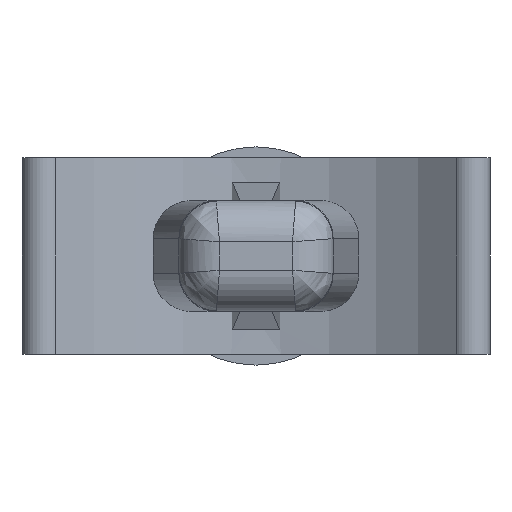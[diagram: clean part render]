
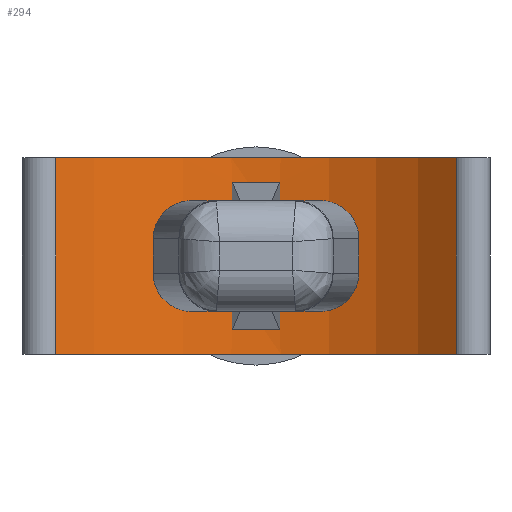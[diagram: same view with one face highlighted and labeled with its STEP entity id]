
A CAD part, front view. The second image highlights one B-rep face of the part: STEP entity #294.
In plain terms, the highlighted cylindrical face has radius 8.972 mm (diameter 17.943 mm), a partial arc.
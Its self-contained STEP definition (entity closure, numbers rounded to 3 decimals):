
#294 = ADVANCED_FACE( '', ( #647, #648 ), #649, .F. );
#647 = FACE_OUTER_BOUND( '', #1808, .T. );
#648 = FACE_BOUND( '', #1809, .T. );
#649 = CYLINDRICAL_SURFACE( '', #1810, 8.972 );
#1808 = EDGE_LOOP( '', ( #2825, #2826, #2827, #2828 ) );
#1809 = EDGE_LOOP( '', ( #2829, #2830, #2831, #2832 ) );
#1810 = AXIS2_PLACEMENT_3D( '', #2833, #2834, #2835 );
#2825 = ORIENTED_EDGE( '', *, *, #3426, .T. );
#2826 = ORIENTED_EDGE( '', *, *, #3551, .F. );
#2827 = ORIENTED_EDGE( '', *, *, #3672, .F. );
#2828 = ORIENTED_EDGE( '', *, *, #3453, .T. );
#2829 = ORIENTED_EDGE( '', *, *, #3503, .T. );
#2830 = ORIENTED_EDGE( '', *, *, #3673, .T. );
#2831 = ORIENTED_EDGE( '', *, *, #3356, .T. );
#2832 = ORIENTED_EDGE( '', *, *, #3674, .T. );
#2833 = CARTESIAN_POINT( '', ( 0., -13.722, 3.1 ) );
#2834 = DIRECTION( '', ( 0., 0., 1. ) );
#2835 = DIRECTION( '', ( -1., 0., 0. ) );
#3356 = EDGE_CURVE( '', #3809, #3810, #3811, .T. );
#3426 = EDGE_CURVE( '', #3935, #3933, #3936, .T. );
#3453 = EDGE_CURVE( '', #3980, #3935, #3981, .T. );
#3503 = EDGE_CURVE( '', #4060, #4061, #4062, .T. );
#3551 = EDGE_CURVE( '', #4139, #3933, #4141, .T. );
#3672 = EDGE_CURVE( '', #3980, #4139, #4303, .T. );
#3673 = EDGE_CURVE( '', #4061, #3809, #4304, .T. );
#3674 = EDGE_CURVE( '', #3810, #4060, #4305, .F. );
#3809 = VERTEX_POINT( '', #4455 );
#3810 = VERTEX_POINT( '', #4456 );
#3811 = CIRCLE( '', #4457, 8.972 );
#3933 = VERTEX_POINT( '', #4616 );
#3935 = VERTEX_POINT( '', #4618 );
#3936 = CIRCLE( '', #4619, 8.972 );
#3980 = VERTEX_POINT( '', #4679 );
#3981 = LINE( '', #4680, #4681 );
#4060 = VERTEX_POINT( '', #4790 );
#4061 = VERTEX_POINT( '', #4791 );
#4062 = CIRCLE( '', #4792, 8.972 );
#4139 = VERTEX_POINT( '', #4896 );
#4141 = LINE( '', #4898, #4899 );
#4303 = CIRCLE( '', #5122, 8.972 );
#4304 = LINE( '', #5123, #5124 );
#4305 = LINE( '', #5125, #5126 );
#4455 = CARTESIAN_POINT( '', ( 0.75, -4.781, -2.325 ) );
#4456 = CARTESIAN_POINT( '', ( -0.75, -4.781, -2.325 ) );
#4457 = AXIS2_PLACEMENT_3D( '', #5301, #5302, #5303 );
#4616 = CARTESIAN_POINT( '', ( 6.334, -7.368, -3.1 ) );
#4618 = CARTESIAN_POINT( '', ( -6.334, -7.368, -3.1 ) );
#4619 = AXIS2_PLACEMENT_3D( '', #5401, #5402, #5403 );
#4679 = CARTESIAN_POINT( '', ( -6.334, -7.368, 3.1 ) );
#4680 = CARTESIAN_POINT( '', ( -6.334, -7.368, 3.1 ) );
#4681 = VECTOR( '', #5435, 1000. );
#4790 = CARTESIAN_POINT( '', ( -0.75, -4.781, 2.325 ) );
#4791 = CARTESIAN_POINT( '', ( 0.75, -4.781, 2.325 ) );
#4792 = AXIS2_PLACEMENT_3D( '', #5499, #5500, #5501 );
#4896 = CARTESIAN_POINT( '', ( 6.334, -7.368, 3.1 ) );
#4898 = CARTESIAN_POINT( '', ( 6.334, -7.368, 3.1 ) );
#4899 = VECTOR( '', #5562, 1000. );
#5122 = AXIS2_PLACEMENT_3D( '', #5711, #5712, #5713 );
#5123 = CARTESIAN_POINT( '', ( 0.75, -4.781, 3.1 ) );
#5124 = VECTOR( '', #5714, 1000. );
#5125 = CARTESIAN_POINT( '', ( -0.75, -4.781, 3.1 ) );
#5126 = VECTOR( '', #5715, 1000. );
#5301 = CARTESIAN_POINT( '', ( 0., -13.722, -2.325 ) );
#5302 = DIRECTION( '', ( 0., 0., 1. ) );
#5303 = DIRECTION( '', ( 1., 0., 0. ) );
#5401 = CARTESIAN_POINT( '', ( 0., -13.722, -3.1 ) );
#5402 = DIRECTION( '', ( 0., 0., -1. ) );
#5403 = DIRECTION( '', ( 1., 0., 0. ) );
#5435 = DIRECTION( '', ( 0., 0., -1. ) );
#5499 = CARTESIAN_POINT( '', ( 0., -13.722, 2.325 ) );
#5500 = DIRECTION( '', ( 0., 0., -1. ) );
#5501 = DIRECTION( '', ( -1., 0., 0. ) );
#5562 = DIRECTION( '', ( 0., 0., -1. ) );
#5711 = CARTESIAN_POINT( '', ( 0., -13.722, 3.1 ) );
#5712 = DIRECTION( '', ( 0., 0., -1. ) );
#5713 = DIRECTION( '', ( 1., 0., 0. ) );
#5714 = DIRECTION( '', ( 0., 0., -1. ) );
#5715 = DIRECTION( '', ( 0., 0., -1. ) );
